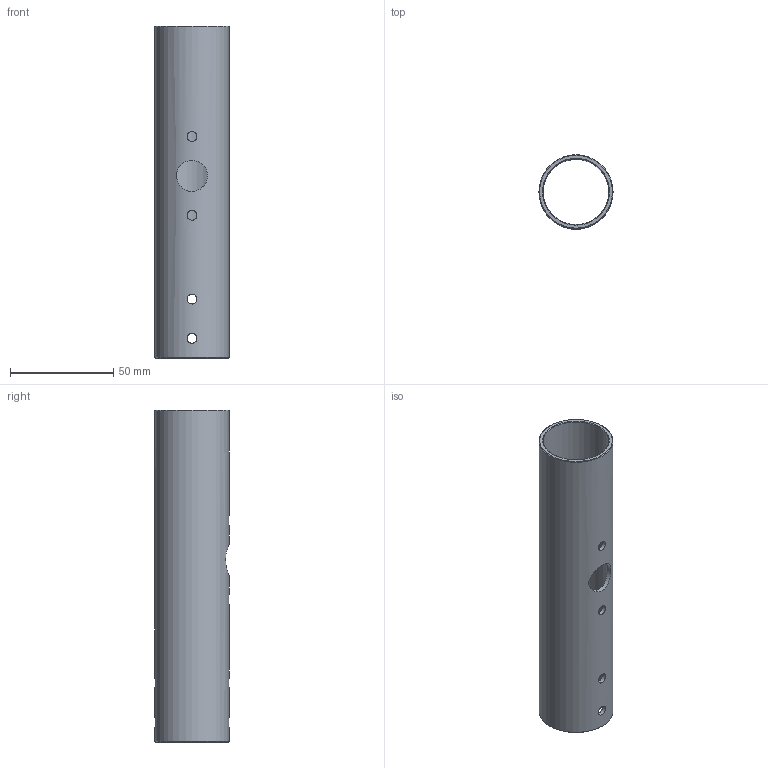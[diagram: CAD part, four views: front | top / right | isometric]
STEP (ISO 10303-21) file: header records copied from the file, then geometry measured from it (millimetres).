
FILE_DESCRIPTION(/* description */ ('STICK RISER'),/* implementation_level */ '2;1');
FILE_NAME(/* name */ 'OH3A3-41_STICK RISER_-_V14.step',/* time_stamp */ '2023-06-02T20:34:09-05:00',/* author */ (''),/* organization */ (''),/* preprocessor_version */ 'ST-DEVELOPER v19.2',/* originating_system */ 'Autodesk Translation Framework v12.4.0.73',/* authorisation */ '');
FILE_SCHEMA (('AUTOMOTIVE_DESIGN { 1 0 10303 214 3 1 1 }'));
Length unit declared in the file: millimetre
Products named in the file (1): OH3A3-41
Bounding box: 35.82 x 35.82 x 160.66 mm (x, y, z)
Volume: 34108.2 mm3; surface area: 34168 mm2
Topology: 1 solids, 1 shells, 15 faces, 49 edges, 36 vertices
Faces by surface type: cylinder 9, cone 4, plane 2
Full cylindrical faces by diameter (mm): 4.8 x6, 15 x1, 31.75 x1, 35.822 x1
Entity records: 1043 total; most frequent: CARTESIAN_POINT 577, ORIENTED_EDGE 98, DIRECTION 61, EDGE_CURVE 49, VERTEX_POINT 36, EDGE_LOOP 31, B_SPLINE_CURVE_WITH_KNOTS 28, AXIS2_PLACEMENT_3D 24
